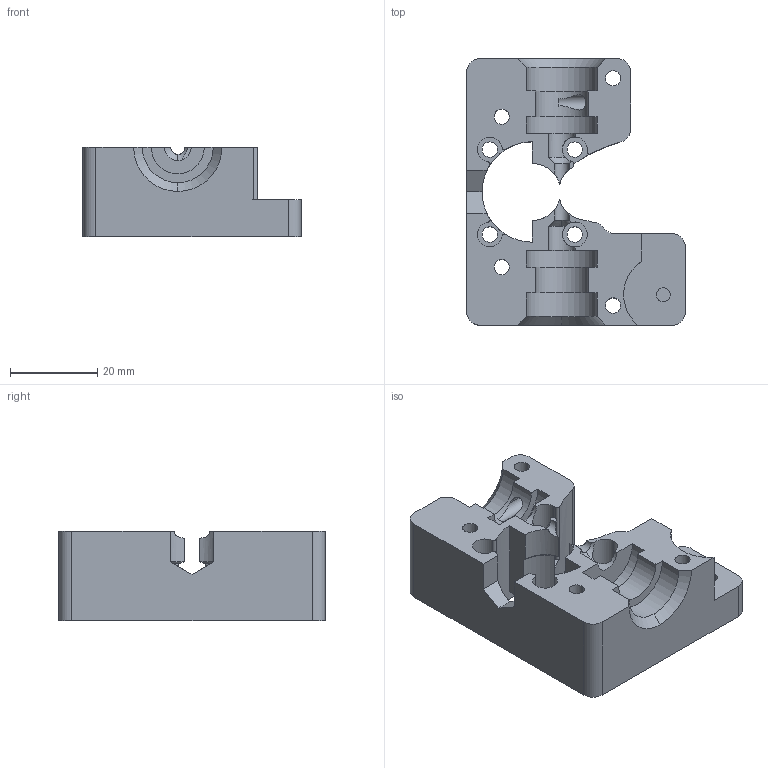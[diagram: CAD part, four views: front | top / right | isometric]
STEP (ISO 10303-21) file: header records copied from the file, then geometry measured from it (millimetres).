
FILE_DESCRIPTION (( 'STEP AP203' ), '1' );
FILE_NAME ('Extruder body 2.STEP', '2021-07-11T13:00:54', ( '' ), ( '' ), 'SwSTEP 2.0', 'SolidWorks 2020', '' );
FILE_SCHEMA (( 'CONFIG_CONTROL_DESIGN' ));
Length unit declared in the file: millimetre
Products named in the file (1): Extruder body 2
Bounding box: 50 x 61 x 20.46 mm (x, y, z)
Volume: 31327.3 mm3; surface area: 11995.7 mm2
Topology: 1 solids, 1 shells, 145 faces, 405 edges, 267 vertices
Faces by surface type: cylinder 67, plane 65, cone 13
Entity records: 4983 total; most frequent: CARTESIAN_POINT 1033, DIRECTION 828, ORIENTED_EDGE 810, EDGE_CURVE 405, AXIS2_PLACEMENT_3D 298, VERTEX_POINT 267, LINE 232, VECTOR 232
